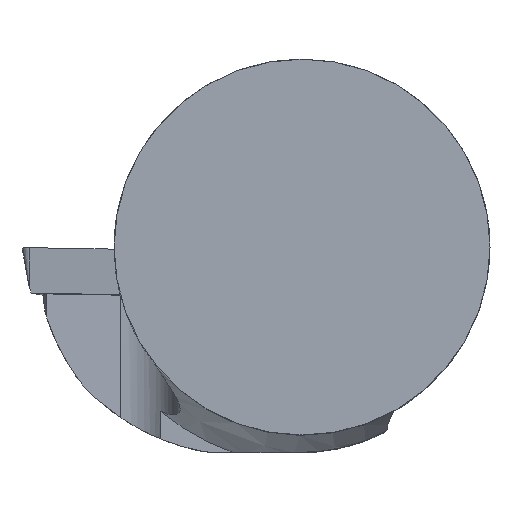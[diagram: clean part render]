
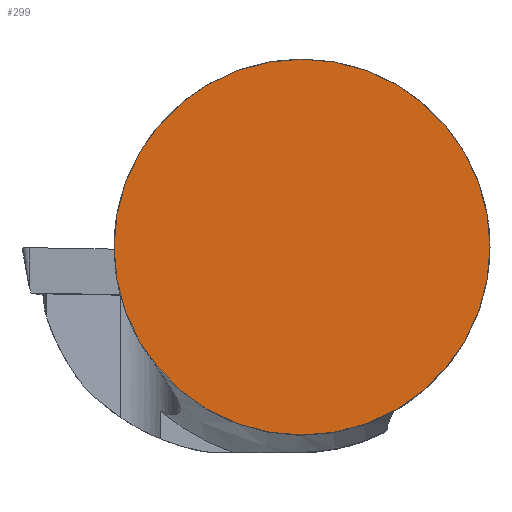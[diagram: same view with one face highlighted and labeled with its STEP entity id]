
A CAD part, top view. The second image highlights one B-rep face of the part: STEP entity #299.
In plain terms, the highlighted planar face has unit normal (0, 0, 1).
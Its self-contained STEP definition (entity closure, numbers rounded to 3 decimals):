
#127=PLANE('',#981);
#157=FACE_OUTER_BOUND('',#394,.T.);
#299=ADVANCED_FACE('',(#157),#127,.T.);
#394=EDGE_LOOP('',(#601));
#416=CIRCLE('',#925,10.);
#601=ORIENTED_EDGE('',*,*,#740,.F.);
#666=VERTEX_POINT('',#1293);
#740=EDGE_CURVE('',#666,#666,#416,.T.);
#925=AXIS2_PLACEMENT_3D('',#1292,#1025,#1026);
#981=AXIS2_PLACEMENT_3D('',#1611,#1168,#1169);
#1025=DIRECTION('',(0.,0.,-1.));
#1026=DIRECTION('',(1.,0.,0.));
#1168=DIRECTION('',(0.,0.,1.));
#1169=DIRECTION('',(1.,0.,0.));
#1292=CARTESIAN_POINT('',(0.,0.,0.));
#1293=CARTESIAN_POINT('',(10.,0.,0.));
#1611=CARTESIAN_POINT('',(0.,0.,0.));
